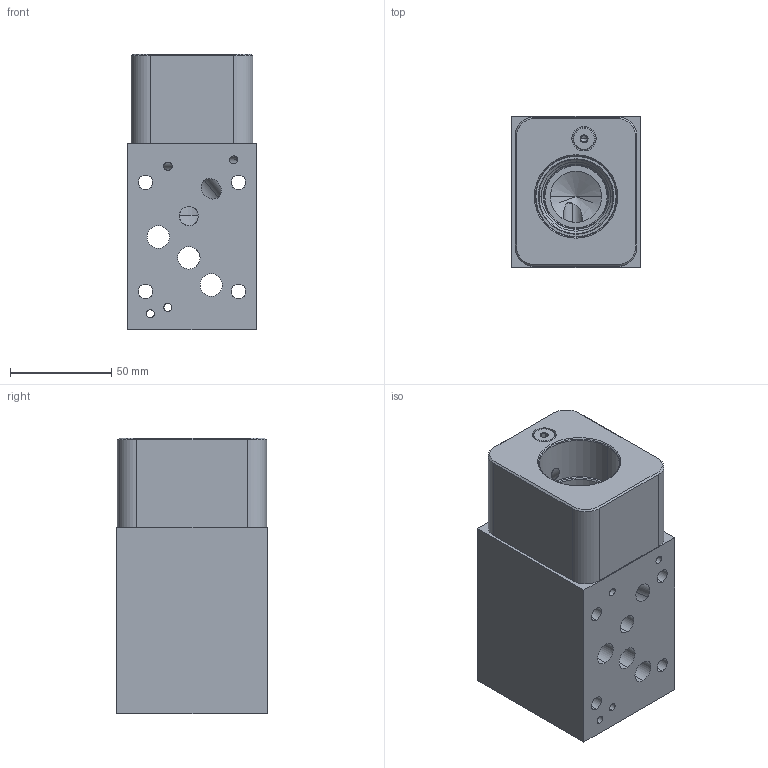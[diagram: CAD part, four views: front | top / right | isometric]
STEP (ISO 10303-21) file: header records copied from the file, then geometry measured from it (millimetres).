
FILE_DESCRIPTION((''),'2;1');
FILE_NAME('U8S_ASM','2020-01-20T',('ProEService'),(''),'PRO/ENGINEER BY PARAMETRIC TECHNOLOGY CORPORATION, 2014200','PRO/ENGINEER BY PARAMETRIC TECHNOLOGY CORPORATION, 2014200','');
FILE_SCHEMA(('CONFIG_CONTROL_DESIGN'));
Length unit declared in the file: inch
Products named in the file (3): 174-053; A330-006-002; U8S_ASM
Assembly tree (2 placements, depth 2):
  U8S_ASM
    174-053
    A330-006-002
Bounding box: 63.5 x 74.63 x 136.53 mm (x, y, z)
Volume: 504025 mm3; surface area: 77726.4 mm2
Topology: 2 solids, 2 shells, 163 faces, 679 edges, 643 vertices
Faces by surface type: cylinder 74, cone 45, plane 33, torus 6, sphere 5
Entity records: 8133 total; most frequent: CARTESIAN_POINT 2682, DIRECTION 1131, ORIENTED_EDGE 858, EDGE_CURVE 429, VECTOR 419, LINE 419, AXIS2_PLACEMENT_3D 356, VERTEX_POINT 274
